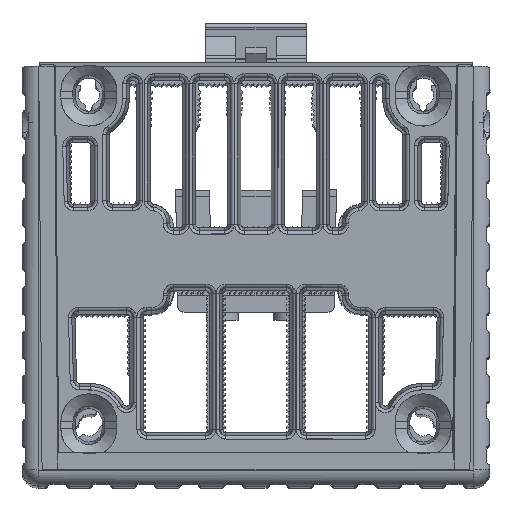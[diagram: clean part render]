
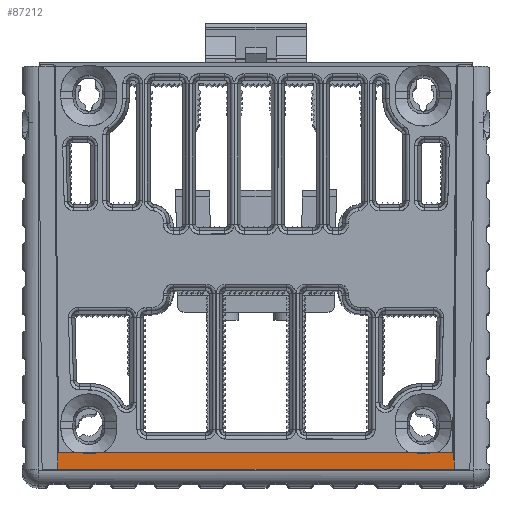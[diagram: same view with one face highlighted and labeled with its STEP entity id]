
A CAD part, top view. The second image highlights one B-rep face of the part: STEP entity #87212.
In plain terms, the highlighted planar face has unit normal (0, 0, 1).
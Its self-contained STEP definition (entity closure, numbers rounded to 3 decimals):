
#69555=DIRECTION('',(-0.008,1.,0.));
#69556=VECTOR('',#69555,2.5);
#69557=CARTESIAN_POINT('',(722.085,208.912,37.));
#69558=LINE('',#69557,#69556);
#69567=DIRECTION('',(1.,0.,0.));
#69568=VECTOR('',#69567,59.3);
#69569=CARTESIAN_POINT('',(722.085,208.912,37.));
#69570=LINE('',#69569,#69568);
#69571=DIRECTION('',(1.,0.,0.));
#69572=VECTOR('',#69571,59.341);
#69573=CARTESIAN_POINT('',(722.064,211.412,37.));
#69574=LINE('',#69573,#69572);
#69711=DIRECTION('',(-0.008,-1.,0.));
#69712=VECTOR('',#69711,2.5);
#69713=CARTESIAN_POINT('',(781.405,211.412,37.));
#69714=LINE('',#69713,#69712);
#76213=CARTESIAN_POINT('',(781.385,208.912,37.));
#76215=VERTEX_POINT('',#76213);
#76217=CARTESIAN_POINT('',(722.064,211.412,37.));
#76218=CARTESIAN_POINT('',(781.405,211.412,37.));
#76219=VERTEX_POINT('',#76217);
#76220=VERTEX_POINT('',#76218);
#76221=CARTESIAN_POINT('',(722.085,208.912,37.));
#76222=VERTEX_POINT('',#76221);
#87199=CARTESIAN_POINT('',(751.735,210.162,37.));
#87200=DIRECTION('',(0.,0.,1.));
#87201=DIRECTION('',(-1.,0.,0.));
#87202=AXIS2_PLACEMENT_3D('',#87199,#87200,#87201);
#87203=PLANE('',#87202);
#87205=ORIENTED_EDGE('',*,*,#87204,.T.);
#87207=ORIENTED_EDGE('',*,*,#87206,.T.);
#87208=ORIENTED_EDGE('',*,*,#87170,.F.);
#87209=ORIENTED_EDGE('',*,*,#87188,.T.);
#87210=EDGE_LOOP('',(#87205,#87207,#87208,#87209));
#87211=FACE_OUTER_BOUND('',#87210,.F.);
#87212=ADVANCED_FACE('',(#87211),#87203,.T.);
#87170=EDGE_CURVE('',#76222,#76215,#69570,.T.);
#87188=EDGE_CURVE('',#76222,#76219,#69558,.T.);
#87204=EDGE_CURVE('',#76219,#76220,#69574,.T.);
#87206=EDGE_CURVE('',#76220,#76215,#69714,.T.);
